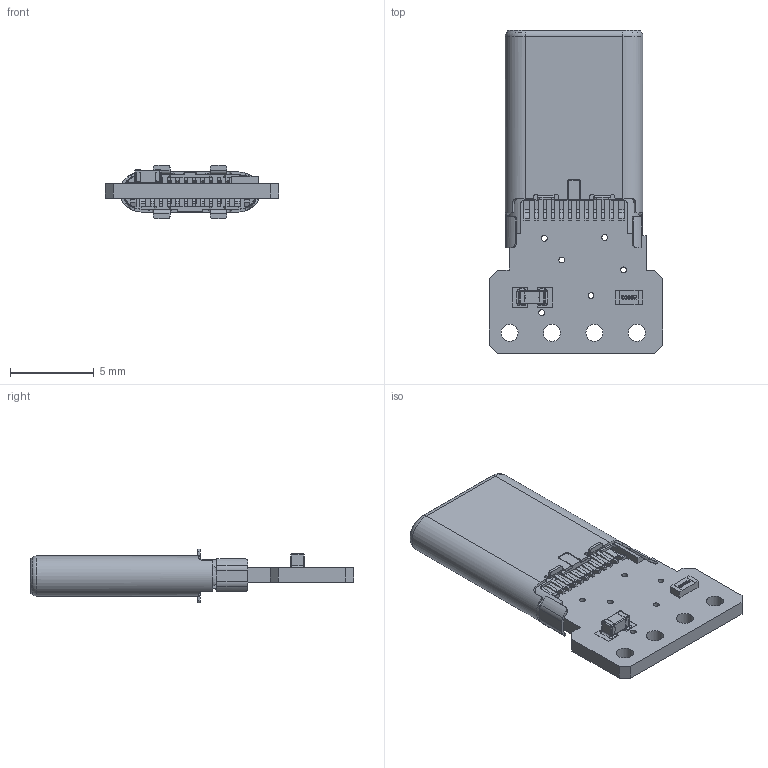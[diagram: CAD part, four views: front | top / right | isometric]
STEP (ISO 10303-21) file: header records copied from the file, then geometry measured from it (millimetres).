
FILE_DESCRIPTION(/* description */ (''),/* implementation_level */ '2;1');
FILE_NAME(/* name */ 'PCB_RIGID_USBC_MALE v16.step',/* time_stamp */ '2021-11-25T14:51:41-03:00',/* author */ (''),/* organization */ (''),/* preprocessor_version */ 'ST-DEVELOPER v18.1',/* originating_system */ 'Autodesk Translation Framework v10.10.0.1391',/* authorisation */ '');
FILE_SCHEMA (('AUTOMOTIVE_DESIGN { 1 0 10303 214 3 1 1 }'));
Length unit declared in the file: millimetre
Products named in the file (10): PCB_RIGID_USBC_MALE; PCB Component; Board; 100nF; Pin1; Pin2; CeramicBody; 10k; DX07P024AJ1R1500; CONN_FLEX_2.5MM
Assembly tree (9 placements, depth 4):
  PCB_RIGID_USBC_MALE
    PCB Component
      Board
      100nF
        Pin1
        Pin2
        CeramicBody
      10k
      DX07P024AJ1R1500
      CONN_FLEX_2.5MM
Bounding box: 10.4 x 19.34 x 3.2 mm (x, y, z)
Volume: 233.2 mm3; surface area: 995.8 mm2
Topology: 33 solids, 33 shells, 1171 faces, 3219 edges, 2121 vertices
Faces by surface type: plane 761, cylinder 336, bspline 60, cone 6, sphere 4, torus 4
Full cylindrical faces by diameter (mm): 0.35 x8, 1.02 x4
Entity records: 40333 total; most frequent: CARTESIAN_POINT 10024, ORIENTED_EDGE 6426, DIRECTION 6017, EDGE_CURVE 3213, LINE 2313, VECTOR 2313, VERTEX_POINT 2120, AXIS2_PLACEMENT_3D 1852
